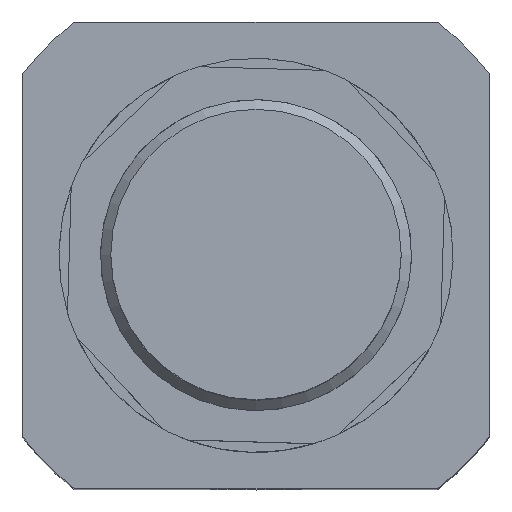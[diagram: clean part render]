
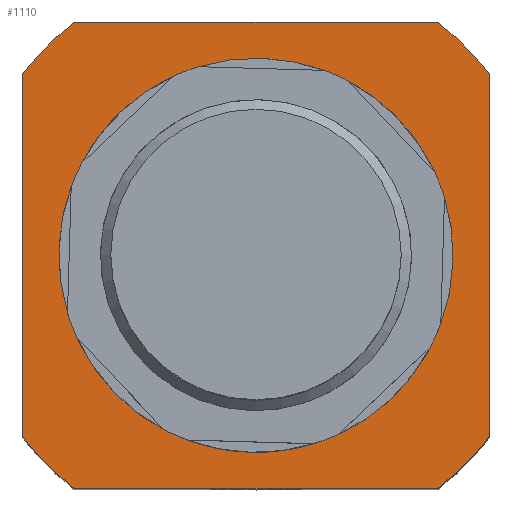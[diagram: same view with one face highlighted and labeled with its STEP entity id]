
A CAD part, top view. The second image highlights one B-rep face of the part: STEP entity #1110.
In plain terms, the highlighted planar face has unit normal (0, 0, 1).
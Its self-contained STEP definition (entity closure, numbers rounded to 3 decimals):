
#663=CARTESIAN_POINT('',(22.5,17.493,67.0));
#664=VERTEX_POINT('',#663);
#671=CARTESIAN_POINT('',(22.5,-17.493,67.0));
#672=VERTEX_POINT('',#671);
#673=CARTESIAN_POINT('',(22.5,17.493,67.0));
#674=DIRECTION('',(0.0,-1.0,0.0));
#675=VECTOR('',#674,34.986);
#676=LINE('',#673,#675);
#677=EDGE_CURVE('',#664,#672,#676,.T.);
#704=CARTESIAN_POINT('',(-17.493,22.5,67.0));
#705=VERTEX_POINT('',#704);
#712=CARTESIAN_POINT('',(17.493,22.5,67.0));
#713=VERTEX_POINT('',#712);
#714=CARTESIAN_POINT('',(-17.493,22.5,67.0));
#715=DIRECTION('',(1.0,0.0,0.0));
#716=VECTOR('',#715,34.986);
#717=LINE('',#714,#716);
#718=EDGE_CURVE('',#705,#713,#717,.T.);
#738=CARTESIAN_POINT('',(-22.5,17.493,67.0));
#739=VERTEX_POINT('',#738);
#746=CARTESIAN_POINT('',(0.0,0.0,67.0));
#747=DIRECTION('',(0.0,0.0,-1.0));
#748=DIRECTION('',(-0.614,0.789,0.0));
#749=AXIS2_PLACEMENT_3D('',#746,#747,#748);
#750=CIRCLE('',#749,28.5);
#751=EDGE_CURVE('',#739,#705,#750,.T.);
#763=CARTESIAN_POINT('',(-17.493,-22.5,67.0));
#764=VERTEX_POINT('',#763);
#771=CARTESIAN_POINT('',(-22.5,-17.493,67.0));
#772=VERTEX_POINT('',#771);
#773=CARTESIAN_POINT('',(0.0,0.0,67.0));
#774=DIRECTION('',(0.0,0.0,-1.0));
#775=DIRECTION('',(-0.789,-0.614,0.0));
#776=AXIS2_PLACEMENT_3D('',#773,#774,#775);
#777=CIRCLE('',#776,28.5);
#778=EDGE_CURVE('',#764,#772,#777,.T.);
#805=CARTESIAN_POINT('',(15.,0.0,67.0));
#806=VERTEX_POINT('',#805);
#807=CARTESIAN_POINT('',(0.0,0.0,67.0));
#808=DIRECTION('',(0.0,0.0,-1.0));
#809=DIRECTION('',(1.0,0.0,0.0));
#810=AXIS2_PLACEMENT_3D('',#807,#808,#809);
#811=CIRCLE('',#810,15.);
#812=EDGE_CURVE('',#806,#806,#811,.T.);
#993=CARTESIAN_POINT('',(-22.5,-17.493,67.0));
#994=DIRECTION('',(0.0,1.0,0.0));
#995=VECTOR('',#994,34.986);
#996=LINE('',#993,#995);
#997=EDGE_CURVE('',#772,#739,#996,.T.);
#1020=CARTESIAN_POINT('',(0.0,0.0,67.0));
#1021=DIRECTION('',(0.0,0.0,-1.0));
#1022=DIRECTION('',(0.789,0.614,0.0));
#1023=AXIS2_PLACEMENT_3D('',#1020,#1021,#1022);
#1024=CIRCLE('',#1023,28.5);
#1025=EDGE_CURVE('',#713,#664,#1024,.T.);
#1038=CARTESIAN_POINT('',(17.493,-22.5,67.0));
#1039=VERTEX_POINT('',#1038);
#1040=CARTESIAN_POINT('',(0.0,0.0,67.0));
#1041=DIRECTION('',(0.0,0.0,-1.0));
#1042=DIRECTION('',(0.614,-0.789,0.0));
#1043=AXIS2_PLACEMENT_3D('',#1040,#1041,#1042);
#1044=CIRCLE('',#1043,28.5);
#1045=EDGE_CURVE('',#672,#1039,#1044,.T.);
#1063=CARTESIAN_POINT('',(17.493,-22.5,67.0));
#1064=DIRECTION('',(-1.0,0.0,0.0));
#1065=VECTOR('',#1064,34.986);
#1066=LINE('',#1063,#1065);
#1067=EDGE_CURVE('',#1039,#764,#1066,.T.);
#1092=CARTESIAN_POINT('',(0.,0.,67.0));
#1093=DIRECTION('',(0.0,0.0,1.0));
#1094=DIRECTION('',(1.0,0.0,0.0));
#1095=AXIS2_PLACEMENT_3D('',#1092,#1093,#1094);
#1096=PLANE('',#1095);
#1097=ORIENTED_EDGE('',*,*,#778,.F.);
#1098=ORIENTED_EDGE('',*,*,#1067,.F.);
#1099=ORIENTED_EDGE('',*,*,#1045,.F.);
#1100=ORIENTED_EDGE('',*,*,#677,.F.);
#1101=ORIENTED_EDGE('',*,*,#1025,.F.);
#1102=ORIENTED_EDGE('',*,*,#718,.F.);
#1103=ORIENTED_EDGE('',*,*,#751,.F.);
#1104=ORIENTED_EDGE('',*,*,#997,.F.);
#1105=EDGE_LOOP('',(#1097,#1098,#1099,#1100,#1101,#1102,#1103,#1104));
#1106=FACE_OUTER_BOUND('',#1105,.T.);
#1107=ORIENTED_EDGE('',*,*,#812,.T.);
#1108=EDGE_LOOP('',(#1107));
#1109=FACE_BOUND('',#1108,.T.);
#1110=ADVANCED_FACE('',(#1106,#1109),#1096,.T.);
